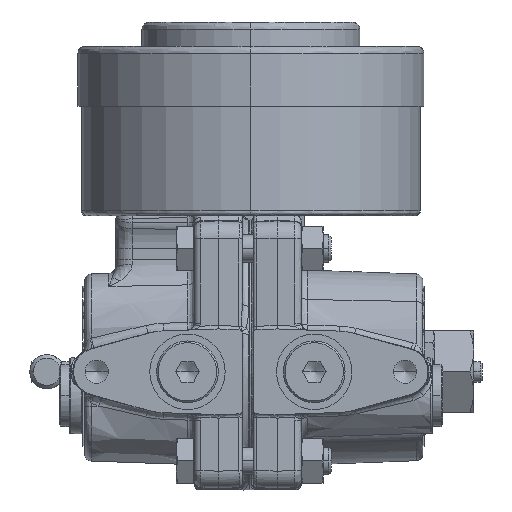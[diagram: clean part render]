
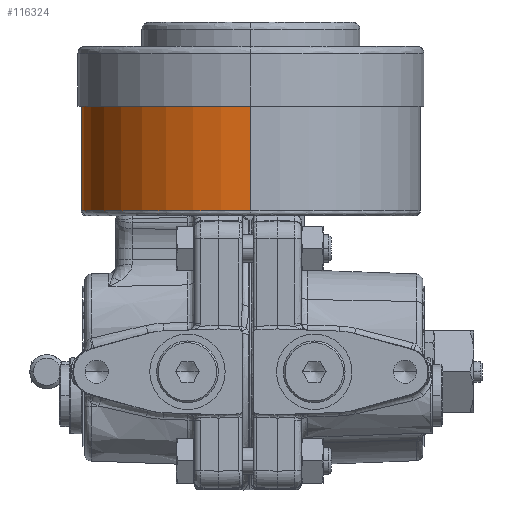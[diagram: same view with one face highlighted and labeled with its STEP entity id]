
A CAD part, front view. The second image highlights one B-rep face of the part: STEP entity #116324.
In plain terms, the highlighted free-form (B-spline) face has degree [8, 1] with [9, 2] control points.
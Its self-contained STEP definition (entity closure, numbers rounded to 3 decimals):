
#30768=DIRECTION('',(0.,0.,-1.));
#30769=VECTOR('',#30768,30.5);
#30770=CARTESIAN_POINT('',(-0.7,32.4,72.5));
#30771=LINE('',#30770,#30769);
#30772=CARTESIAN_POINT('',(-0.7,-17.1,42.));
#30773=DIRECTION('',(0.,0.,-1.));
#30774=DIRECTION('',(0.,-1.,0.));
#30775=AXIS2_PLACEMENT_3D('',#30772,#30773,#30774);
#30777=DIRECTION('',(0.,0.,-1.));
#30778=VECTOR('',#30777,30.5);
#30779=CARTESIAN_POINT('',(-0.7,-66.6,72.5));
#30780=LINE('',#30779,#30778);
#30796=CARTESIAN_POINT('',(-0.7,-17.1,72.5));
#30797=DIRECTION('',(0.,0.,-1.));
#30798=DIRECTION('',(0.,-1.,0.));
#30799=AXIS2_PLACEMENT_3D('',#30796,#30797,#30798);
#50613=CARTESIAN_POINT('',(-0.7,32.4,42.));
#50614=CARTESIAN_POINT('',(-0.7,-66.6,42.));
#50615=VERTEX_POINT('',#50613);
#50616=VERTEX_POINT('',#50614);
#50617=CARTESIAN_POINT('',(-0.7,-66.6,72.5));
#50618=VERTEX_POINT('',#50617);
#50619=CARTESIAN_POINT('',(-0.7,32.4,72.5));
#50620=VERTEX_POINT('',#50619);
#116298=CARTESIAN_POINT('',(2.408,32.303,41.39));
#116299=CARTESIAN_POINT('',(2.408,32.303,73.11));
#116300=CARTESIAN_POINT('',(-17.768,33.572,41.39));
#116301=CARTESIAN_POINT('',(-17.768,33.572,73.11));
#116302=CARTESIAN_POINT('',(-38.537,25.424,41.39));
#116303=CARTESIAN_POINT('',(-38.537,25.424,73.11));
#116304=CARTESIAN_POINT('',(-54.769,7.552,41.39));
#116305=CARTESIAN_POINT('',(-54.769,7.552,73.11));
#116306=CARTESIAN_POINT('',(-61.138,-17.106,41.39));
#116307=CARTESIAN_POINT('',(-61.138,-17.106,73.11));
#116308=CARTESIAN_POINT('',(-54.769,-41.744,41.39));
#116309=CARTESIAN_POINT('',(-54.769,-41.744,73.11));
#116310=CARTESIAN_POINT('',(-38.537,-59.624,41.39));
#116311=CARTESIAN_POINT('',(-38.537,-59.624,73.11));
#116312=CARTESIAN_POINT('',(-17.768,-67.772,41.39));
#116313=CARTESIAN_POINT('',(-17.768,-67.772,73.11));
#116314=CARTESIAN_POINT('',(2.408,-66.503,41.39));
#116315=CARTESIAN_POINT('',(2.408,-66.503,73.11));
#116316=B_SPLINE_SURFACE_WITH_KNOTS('',8,1,((#116298,#116299),(#116300,#116301),
(#116302,#116303),(#116304,#116305),(#116306,#116307),(#116308,#116309),
(#116310,#116311),(#116312,#116313),(#116314,#116315)),.UNSPECIFIED.,.F.,.F.,
.F.,(9,9),(2,2),(0.,3.267),(-15.86,15.86),
.UNSPECIFIED.);
#116317=ORIENTED_EDGE('',*,*,#97254,.T.);
#116318=ORIENTED_EDGE('',*,*,#116293,.F.);
#116320=ORIENTED_EDGE('',*,*,#116319,.F.);
#116321=ORIENTED_EDGE('',*,*,#116289,.T.);
#116322=EDGE_LOOP('',(#116317,#116318,#116320,#116321));
#116323=FACE_OUTER_BOUND('',#116322,.F.);
#116324=ADVANCED_FACE('',(#116323),#116316,.T.);
#30776=CIRCLE('',#30775,49.5);
#30800=CIRCLE('',#30799,49.5);
#97254=EDGE_CURVE('',#50616,#50615,#30776,.T.);
#116289=EDGE_CURVE('',#50618,#50616,#30780,.T.);
#116293=EDGE_CURVE('',#50620,#50615,#30771,.T.);
#116319=EDGE_CURVE('',#50618,#50620,#30800,.T.);
